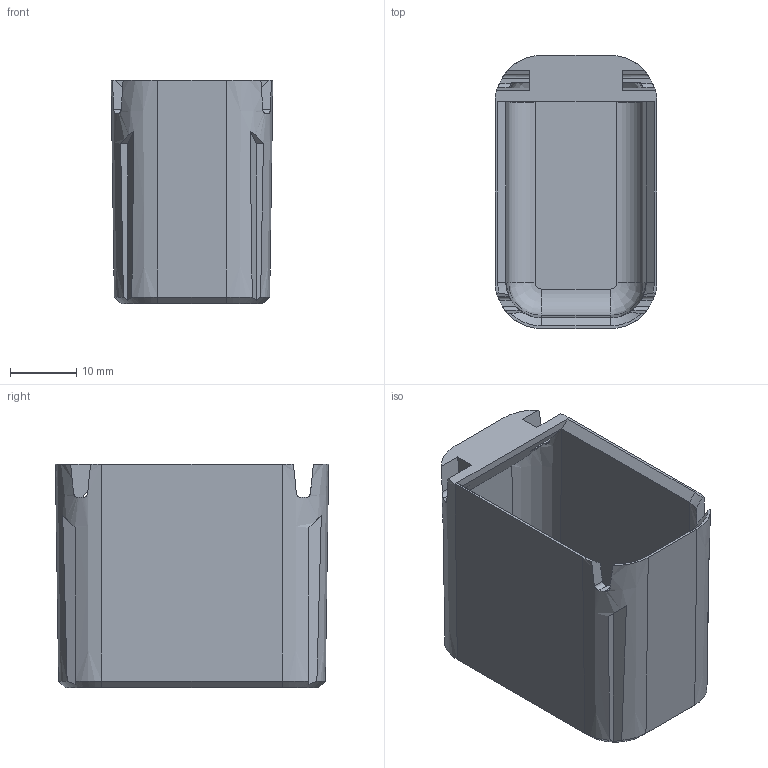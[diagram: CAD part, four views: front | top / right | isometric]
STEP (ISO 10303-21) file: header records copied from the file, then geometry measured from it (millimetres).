
FILE_DESCRIPTION(('Open CASCADE Model'),'2;1');
FILE_NAME('Someline-36-U1','0000-00-00T00:00:00',('Author'),( 'Open CASCADE'),'Open CASCADE STEP processor 7.8','build123d', 'Unknown');
FILE_SCHEMA(('AUTOMOTIVE_DESIGN { 1 0 10303 214 1 1 1 1 }'));
Length unit declared in the file: millimetre
Products named in the file (1): Someline-36-U1
Bounding box: 24.4 x 41.2 x 33.7 mm (x, y, z)
Volume: 7375.9 mm3; surface area: 9145.2 mm2
Topology: 1 solids, 1 shells, 79 faces, 221 edges, 140 vertices
Faces by surface type: plane 47, cone 16, cylinder 12, revolution 4
Entity records: 6513 total; most frequent: CARTESIAN_POINT 2395, DIRECTION 693, ORIENTED_EDGE 442, PCURVE 442, DEFINITIONAL_REPRESENTATION 442, LINE 315, VECTOR 315, EDGE_CURVE 221
